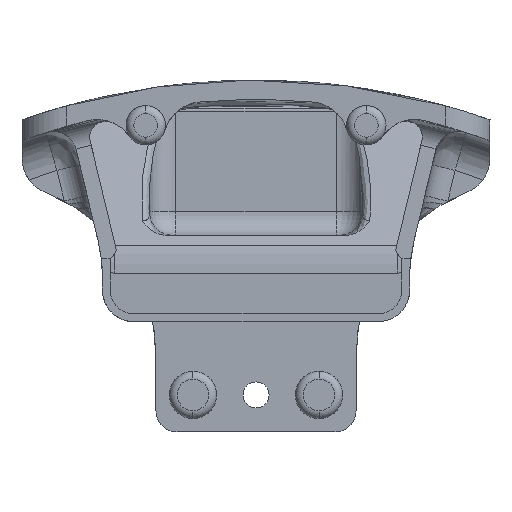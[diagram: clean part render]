
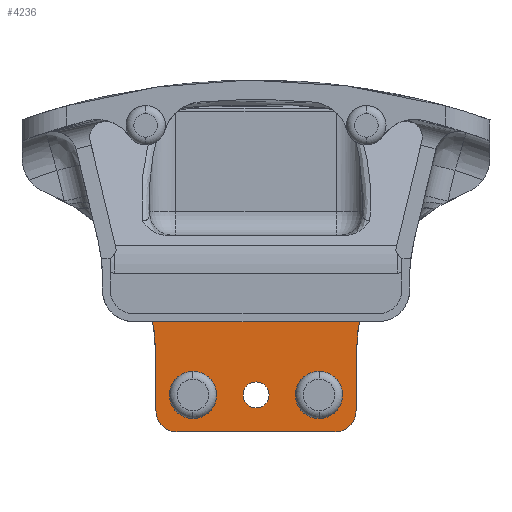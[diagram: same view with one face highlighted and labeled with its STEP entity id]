
A CAD part, front view. The second image highlights one B-rep face of the part: STEP entity #4236.
In plain terms, the highlighted planar face has unit normal (0, -1, 0).
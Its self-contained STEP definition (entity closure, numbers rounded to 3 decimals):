
#29 = AXIS2_PLACEMENT_3D ( 'NONE', #5825, #2099, #199 ) ;
#100 = CARTESIAN_POINT ( 'NONE',  ( 8., 35.5, 49.772 ) ) ;
#180 = LINE ( 'NONE', #8039, #1856 ) ;
#199 = DIRECTION ( 'NONE',  ( 0., 0., 1. ) ) ;
#258 = EDGE_LOOP ( 'NONE', ( #4650, #1847 ) ) ;
#303 = DIRECTION ( 'NONE',  ( 0., 0., 1. ) ) ;
#411 = CARTESIAN_POINT ( 'NONE',  ( -12.7, 35.5, 47.772 ) ) ;
#533 = EDGE_CURVE ( 'NONE', #6546, #4174, #1388, .T. ) ;
#561 = CARTESIAN_POINT ( 'NONE',  ( -8., 35.5, 49.772 ) ) ;
#563 = DIRECTION ( 'NONE',  ( 0., 0., 1. ) ) ;
#665 = DIRECTION ( 'NONE',  ( 0., 0., 1. ) ) ;
#666 = DIRECTION ( 'NONE',  ( 0., 0., 1. ) ) ;
#671 = VECTOR ( 'NONE', #5946, 1000. ) ;
#696 = CARTESIAN_POINT ( 'NONE',  ( -35., 35.5, 54.772 ) ) ;
#733 = AXIS2_PLACEMENT_3D ( 'NONE', #1742, #1802, #6271 ) ;
#753 = DIRECTION ( 'NONE',  ( 0., -1., 0. ) ) ;
#824 = DIRECTION ( 'NONE',  ( 0., 0., 1. ) ) ;
#877 = LINE ( 'NONE', #2884, #671 ) ;
#887 = VECTOR ( 'NONE', #6588, 1000. ) ;
#1042 = CARTESIAN_POINT ( 'NONE',  ( 0., 35.5, 51.422 ) ) ;
#1193 = CIRCLE ( 'NONE', #6508, 10. ) ;
#1388 = LINE ( 'NONE', #4618, #1980 ) ;
#1482 = CARTESIAN_POINT ( 'NONE',  ( -6.038, 35.5, 69.072 ) ) ;
#1505 = VERTEX_POINT ( 'NONE', #1879 ) ;
#1514 = VERTEX_POINT ( 'NONE', #2363 ) ;
#1597 = EDGE_LOOP ( 'NONE', ( #4221, #6084 ) ) ;
#1643 = CIRCLE ( 'NONE', #7905, 2.7 ) ;
#1711 = CARTESIAN_POINT ( 'NONE',  ( 10., 35.5, 45.072 ) ) ;
#1742 = CARTESIAN_POINT ( 'NONE',  ( 8., 35.5, 49.772 ) ) ;
#1793 = DIRECTION ( 'NONE',  ( 0., 0., -1. ) ) ;
#1802 = DIRECTION ( 'NONE',  ( 0., -1., 0. ) ) ;
#1847 = ORIENTED_EDGE ( 'NONE', *, *, #2407, .F. ) ;
#1853 = VERTEX_POINT ( 'NONE', #4936 ) ;
#1856 = VECTOR ( 'NONE', #4262, 1000. ) ;
#1879 = CARTESIAN_POINT ( 'NONE',  ( -8., 35.5, 46.772 ) ) ;
#1880 = CIRCLE ( 'NONE', #733, 3. ) ;
#1958 = FACE_BOUND ( 'NONE', #258, .T. ) ;
#1970 = DIRECTION ( 'NONE',  ( 0., -1., 0. ) ) ;
#1980 = VECTOR ( 'NONE', #7086, 1000. ) ;
#2090 = VERTEX_POINT ( 'NONE', #6004 ) ;
#2099 = DIRECTION ( 'NONE',  ( 0., 1., 0. ) ) ;
#2111 = EDGE_CURVE ( 'NONE', #5981, #2999, #5866, .T. ) ;
#2162 = CIRCLE ( 'NONE', #6674, 22.3 ) ;
#2283 = EDGE_CURVE ( 'NONE', #2585, #1853, #1193, .T. ) ;
#2363 = CARTESIAN_POINT ( 'NONE',  ( 8., 35.5, 52.772 ) ) ;
#2407 = EDGE_CURVE ( 'NONE', #1505, #5364, #4617, .T. ) ;
#2412 = EDGE_LOOP ( 'NONE', ( #3938, #7591 ) ) ;
#2429 = DIRECTION ( 'NONE',  ( 0., -1., 0. ) ) ;
#2487 = CARTESIAN_POINT ( 'NONE',  ( 12.7, 35.5, 54.772 ) ) ;
#2569 = ORIENTED_EDGE ( 'NONE', *, *, #3856, .F. ) ;
#2585 = VERTEX_POINT ( 'NONE', #6860 ) ;
#2594 = DIRECTION ( 'NONE',  ( 0., 0., 1. ) ) ;
#2795 = PLANE ( 'NONE',  #3432 ) ;
#2884 = CARTESIAN_POINT ( 'NONE',  ( -12.7, 35.5, 79.852 ) ) ;
#2999 = VERTEX_POINT ( 'NONE', #6196 ) ;
#3371 = EDGE_LOOP ( 'NONE', ( #7799, #4046, #4042, #4865, #2569, #4992, #4223, #7852, #6098, #3772 ) ) ;
#3384 = EDGE_CURVE ( 'NONE', #1514, #5096, #1880, .T. ) ;
#3388 = VERTEX_POINT ( 'NONE', #411 ) ;
#3432 = AXIS2_PLACEMENT_3D ( 'NONE', #5932, #5231, #4048 ) ;
#3450 = CARTESIAN_POINT ( 'NONE',  ( -8., 35.5, 52.772 ) ) ;
#3505 = EDGE_CURVE ( 'NONE', #4174, #3633, #5861, .T. ) ;
#3552 = CARTESIAN_POINT ( 'NONE',  ( 0., 35.5, 49.772 ) ) ;
#3618 = DIRECTION ( 'NONE',  ( 0., -1., 0. ) ) ;
#3633 = VERTEX_POINT ( 'NONE', #1711 ) ;
#3772 = ORIENTED_EDGE ( 'NONE', *, *, #533, .F. ) ;
#3774 = LINE ( 'NONE', #5423, #887 ) ;
#3805 = EDGE_CURVE ( 'NONE', #7187, #2090, #7317, .T. ) ;
#3816 = VERTEX_POINT ( 'NONE', #6725 ) ;
#3821 = EDGE_CURVE ( 'NONE', #2585, #6546, #2162, .T. ) ;
#3856 = EDGE_CURVE ( 'NONE', #3816, #2999, #3904, .T. ) ;
#3904 = CIRCLE ( 'NONE', #7098, 22.3 ) ;
#3912 = CARTESIAN_POINT ( 'NONE',  ( 6.038, 35.5, 69.072 ) ) ;
#3938 = ORIENTED_EDGE ( 'NONE', *, *, #5436, .F. ) ;
#3952 = AXIS2_PLACEMENT_3D ( 'NONE', #4284, #3618, #1793 ) ;
#3965 = AXIS2_PLACEMENT_3D ( 'NONE', #3552, #7965, #7937 ) ;
#4042 = ORIENTED_EDGE ( 'NONE', *, *, #5774, .T. ) ;
#4046 = ORIENTED_EDGE ( 'NONE', *, *, #2283, .T. ) ;
#4048 = DIRECTION ( 'NONE',  ( 0., 0., 1. ) ) ;
#4134 = DIRECTION ( 'NONE',  ( 0., 1., 0. ) ) ;
#4171 = DIRECTION ( 'NONE',  ( 0., -1., 0. ) ) ;
#4174 = VERTEX_POINT ( 'NONE', #6853 ) ;
#4221 = ORIENTED_EDGE ( 'NONE', *, *, #3384, .F. ) ;
#4223 = ORIENTED_EDGE ( 'NONE', *, *, #7463, .F. ) ;
#4236 = ADVANCED_FACE ( 'NONE', ( #5072, #1958, #7217, #5272 ), #2795, .F. ) ;
#4253 = DIRECTION ( 'NONE',  ( 0., -1., 0. ) ) ;
#4262 = DIRECTION ( 'NONE',  ( -1., 0., 0. ) ) ;
#4284 = CARTESIAN_POINT ( 'NONE',  ( 0., 35.5, 49.772 ) ) ;
#4416 = AXIS2_PLACEMENT_3D ( 'NONE', #1482, #7095, #4637 ) ;
#4617 = CIRCLE ( 'NONE', #6921, 3. ) ;
#4618 = CARTESIAN_POINT ( 'NONE',  ( 12.7, 35.5, 79.852 ) ) ;
#4637 = DIRECTION ( 'NONE',  ( 0., 0., 1. ) ) ;
#4650 = ORIENTED_EDGE ( 'NONE', *, *, #5081, .F. ) ;
#4759 = CIRCLE ( 'NONE', #6414, 3. ) ;
#4814 = CARTESIAN_POINT ( 'NONE',  ( 8., 35.5, 46.772 ) ) ;
#4865 = ORIENTED_EDGE ( 'NONE', *, *, #2111, .T. ) ;
#4936 = CARTESIAN_POINT ( 'NONE',  ( 6.038, 35.5, 59.072 ) ) ;
#4992 = ORIENTED_EDGE ( 'NONE', *, *, #6005, .F. ) ;
#5072 = FACE_BOUND ( 'NONE', #2412, .T. ) ;
#5081 = EDGE_CURVE ( 'NONE', #5364, #1505, #6800, .T. ) ;
#5096 = VERTEX_POINT ( 'NONE', #4814 ) ;
#5231 = DIRECTION ( 'NONE',  ( 0., 1., 0. ) ) ;
#5272 = FACE_OUTER_BOUND ( 'NONE', #3371, .T. ) ;
#5332 = EDGE_CURVE ( 'NONE', #3633, #5818, #3774, .T. ) ;
#5338 = CARTESIAN_POINT ( 'NONE',  ( -10., 35.5, 47.772 ) ) ;
#5364 = VERTEX_POINT ( 'NONE', #3450 ) ;
#5423 = CARTESIAN_POINT ( 'NONE',  ( 25., 35.5, 45.072 ) ) ;
#5436 = EDGE_CURVE ( 'NONE', #2090, #7187, #7895, .T. ) ;
#5732 = CARTESIAN_POINT ( 'NONE',  ( -6.038, 35.5, 59.072 ) ) ;
#5774 = EDGE_CURVE ( 'NONE', #1853, #5981, #180, .T. ) ;
#5818 = VERTEX_POINT ( 'NONE', #7372 ) ;
#5825 = CARTESIAN_POINT ( 'NONE',  ( 10., 35.5, 47.772 ) ) ;
#5861 = CIRCLE ( 'NONE', #29, 2.7 ) ;
#5866 = CIRCLE ( 'NONE', #4416, 10. ) ;
#5932 = CARTESIAN_POINT ( 'NONE',  ( 25., 35.5, 79.852 ) ) ;
#5946 = DIRECTION ( 'NONE',  ( 0., 0., 1. ) ) ;
#5981 = VERTEX_POINT ( 'NONE', #5732 ) ;
#6004 = CARTESIAN_POINT ( 'NONE',  ( 0., 35.5, 48.122 ) ) ;
#6005 = EDGE_CURVE ( 'NONE', #3388, #3816, #877, .T. ) ;
#6084 = ORIENTED_EDGE ( 'NONE', *, *, #6939, .F. ) ;
#6098 = ORIENTED_EDGE ( 'NONE', *, *, #3505, .F. ) ;
#6196 = CARTESIAN_POINT ( 'NONE',  ( -15.005, 35.5, 64.645 ) ) ;
#6271 = DIRECTION ( 'NONE',  ( 0., 0., 1. ) ) ;
#6301 = DIRECTION ( 'NONE',  ( 0., 1., 0. ) ) ;
#6414 = AXIS2_PLACEMENT_3D ( 'NONE', #100, #753, #665 ) ;
#6508 = AXIS2_PLACEMENT_3D ( 'NONE', #3912, #6301, #824 ) ;
#6546 = VERTEX_POINT ( 'NONE', #2487 ) ;
#6588 = DIRECTION ( 'NONE',  ( -1., 0., 0. ) ) ;
#6627 = AXIS2_PLACEMENT_3D ( 'NONE', #561, #2429, #666 ) ;
#6674 = AXIS2_PLACEMENT_3D ( 'NONE', #8003, #4253, #563 ) ;
#6725 = CARTESIAN_POINT ( 'NONE',  ( -12.7, 35.5, 54.772 ) ) ;
#6800 = CIRCLE ( 'NONE', #6627, 3. ) ;
#6853 = CARTESIAN_POINT ( 'NONE',  ( 12.7, 35.5, 47.772 ) ) ;
#6860 = CARTESIAN_POINT ( 'NONE',  ( 15.005, 35.5, 64.645 ) ) ;
#6921 = AXIS2_PLACEMENT_3D ( 'NONE', #7923, #4171, #7972 ) ;
#6939 = EDGE_CURVE ( 'NONE', #5096, #1514, #4759, .T. ) ;
#7086 = DIRECTION ( 'NONE',  ( 0., 0., -1. ) ) ;
#7095 = DIRECTION ( 'NONE',  ( 0., 1., 0. ) ) ;
#7098 = AXIS2_PLACEMENT_3D ( 'NONE', #696, #1970, #2594 ) ;
#7187 = VERTEX_POINT ( 'NONE', #1042 ) ;
#7217 = FACE_BOUND ( 'NONE', #1597, .T. ) ;
#7317 = CIRCLE ( 'NONE', #3952, 1.65 ) ;
#7372 = CARTESIAN_POINT ( 'NONE',  ( -10., 35.5, 45.072 ) ) ;
#7463 = EDGE_CURVE ( 'NONE', #5818, #3388, #1643, .T. ) ;
#7591 = ORIENTED_EDGE ( 'NONE', *, *, #3805, .F. ) ;
#7799 = ORIENTED_EDGE ( 'NONE', *, *, #3821, .F. ) ;
#7852 = ORIENTED_EDGE ( 'NONE', *, *, #5332, .F. ) ;
#7895 = CIRCLE ( 'NONE', #3965, 1.65 ) ;
#7905 = AXIS2_PLACEMENT_3D ( 'NONE', #5338, #4134, #303 ) ;
#7923 = CARTESIAN_POINT ( 'NONE',  ( -8., 35.5, 49.772 ) ) ;
#7937 = DIRECTION ( 'NONE',  ( 0., 0., -1. ) ) ;
#7965 = DIRECTION ( 'NONE',  ( 0., -1., 0. ) ) ;
#7972 = DIRECTION ( 'NONE',  ( 0., 0., 1. ) ) ;
#8003 = CARTESIAN_POINT ( 'NONE',  ( 35., 35.5, 54.772 ) ) ;
#8039 = CARTESIAN_POINT ( 'NONE',  ( 0., 35.5, 59.072 ) ) ;
